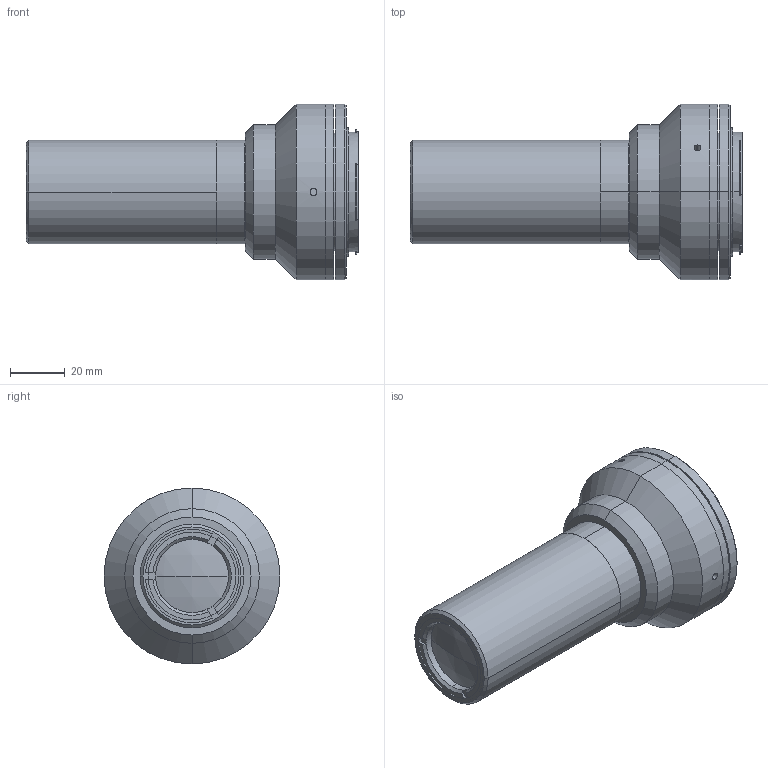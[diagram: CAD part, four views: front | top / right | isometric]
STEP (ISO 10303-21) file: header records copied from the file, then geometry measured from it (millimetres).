
FILE_DESCRIPTION (( 'STEP AP214' ), '1' );
FILE_NAME ('TC2M016HR-F.STEP', '2014-05-27T11:07:37', ( 'piermario' ), ( '' ), 'SwSTEP 2.0', 'SolidWorks 2013', '' );
FILE_SCHEMA (( 'AUTOMOTIVE_DESIGN' ));
Length unit declared in the file: millimetre
Products named in the file (1): TC2M016HR-F
Bounding box: 120.83 x 64 x 64 mm (x, y, z)
Surface area: 31784.6 mm2 (no closed solid volume)
Topology: 0 solids, 13 shells, 148 faces, 427 edges, 290 vertices
Faces by surface type: plane 61, cylinder 59, cone 20, sphere 4, torus 4
Entity records: 6763 total; most frequent: CARTESIAN_POINT 1142, DIRECTION 902, ORIENTED_EDGE 712, EDGE_CURVE 427, AXIS2_PLACEMENT_3D 354, VERTEX_POINT 290, CIRCLE 205, LINE 194
